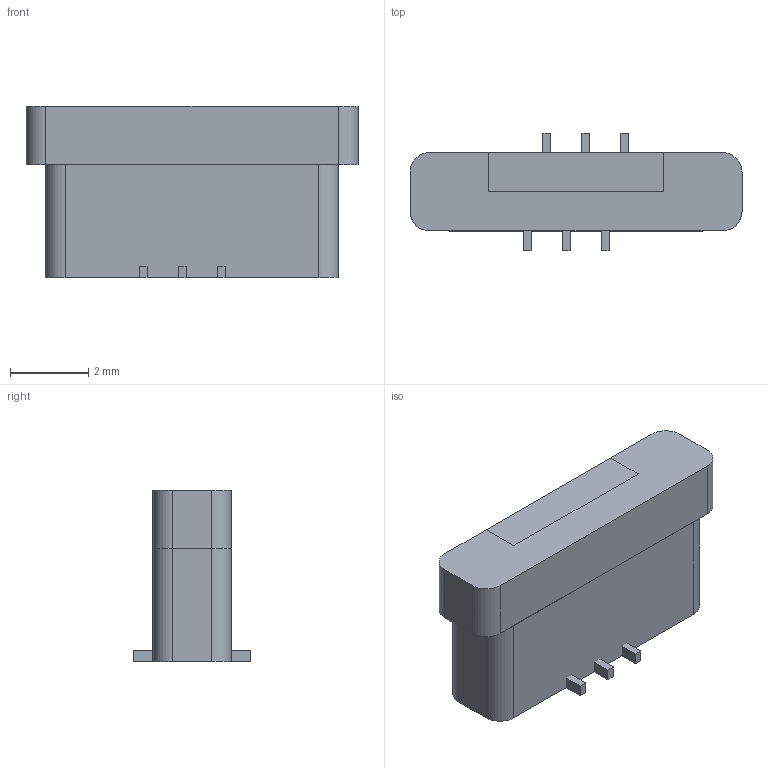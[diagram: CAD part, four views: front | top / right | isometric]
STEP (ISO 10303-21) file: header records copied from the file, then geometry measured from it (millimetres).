
FILE_DESCRIPTION(/* description */ (''),/* implementation_level */ '2;1');
FILE_NAME(/* name */ 'FPC_6P_0P5mm_VERTICAL.step',/* time_stamp */ '2023-08-08T10:25:23+08:00',/* author */ (''),/* organization */ (''),/* preprocessor_version */ 'ST-DEVELOPER v20',/* originating_system */ 'Autodesk Translation Framework v12.9.0.99',/* authorisation */ '');
FILE_SCHEMA (('AUTOMOTIVE_DESIGN { 1 0 10303 214 3 1 1 }'));
Length unit declared in the file: millimetre
Products named in the file (4): FPC_6P_0P5mm_VERTICAL; 零部件1; 零部件2; 零部件3
Assembly tree (3 placements, depth 2):
  FPC_6P_0P5mm_VERTICAL
    零部件1
    零部件2
    零部件3
Bounding box: 8.5 x 3 x 4.4 mm (x, y, z)
Volume: 68.4 mm3; surface area: 163.2 mm2
Topology: 8 solids, 8 shells, 64 faces, 144 edges, 96 vertices
Faces by surface type: plane 56, cylinder 8
Entity records: 1897 total; most frequent: CARTESIAN_POINT 311, DIRECTION 302, ORIENTED_EDGE 288, EDGE_CURVE 144, LINE 128, VECTOR 128, VERTEX_POINT 96, AXIS2_PLACEMENT_3D 87
